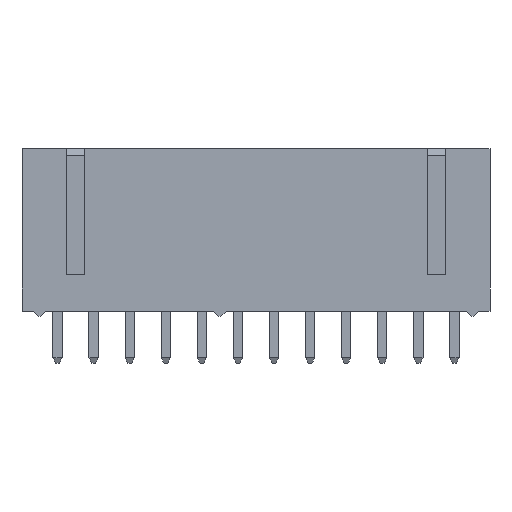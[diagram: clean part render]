
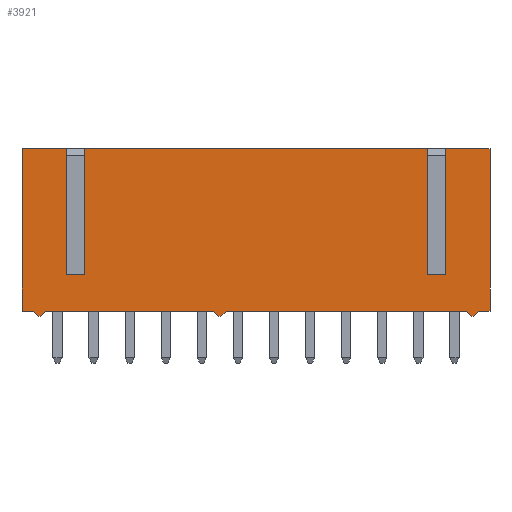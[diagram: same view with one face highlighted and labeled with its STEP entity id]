
A CAD part, front view. The second image highlights one B-rep face of the part: STEP entity #3921.
In plain terms, the highlighted planar face has unit normal (0, -1, 0).
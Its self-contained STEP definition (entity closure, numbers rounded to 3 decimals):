
#9=DIRECTION('',(1.,0.,0.));
#10=VECTOR('',#9,3.135);
#11=CARTESIAN_POINT('',(-16.47,-2.55,0.));
#12=LINE('',#11,#10);
#73=DIRECTION('',(1.,0.,0.));
#74=VECTOR('',#73,3.135);
#75=CARTESIAN_POINT('',(13.335,-2.55,0.));
#76=LINE('',#75,#74);
#121=DIRECTION('',(1.,0.,0.));
#122=VECTOR('',#121,24.13);
#123=CARTESIAN_POINT('',(-12.065,-2.55,0.));
#124=LINE('',#123,#122);
#233=DIRECTION('',(-0.707,0.,-0.707));
#234=VECTOR('',#233,0.537);
#235=CARTESIAN_POINT('',(-14.795,-2.55,-11.43));
#236=LINE('',#235,#234);
#237=DIRECTION('',(-1.,0.,0.));
#238=VECTOR('',#237,0.13);
#239=CARTESIAN_POINT('',(-15.175,-2.55,-11.81));
#240=LINE('',#239,#238);
#241=DIRECTION('',(-0.707,0.,0.707));
#242=VECTOR('',#241,0.537);
#243=CARTESIAN_POINT('',(-15.305,-2.55,-11.81));
#244=LINE('',#243,#242);
#245=DIRECTION('',(0.,0.,-1.));
#246=VECTOR('',#245,11.43);
#247=CARTESIAN_POINT('',(-16.47,-2.55,0.));
#248=LINE('',#247,#246);
#249=DIRECTION('',(0.,0.,-1.));
#250=VECTOR('',#249,8.89);
#251=CARTESIAN_POINT('',(-13.335,-2.55,0.));
#252=LINE('',#251,#250);
#253=DIRECTION('',(1.,0.,0.));
#254=VECTOR('',#253,1.27);
#255=CARTESIAN_POINT('',(-13.335,-2.55,-8.89));
#256=LINE('',#255,#254);
#257=DIRECTION('',(0.,0.,-1.));
#258=VECTOR('',#257,8.89);
#259=CARTESIAN_POINT('',(-12.065,-2.55,0.));
#260=LINE('',#259,#258);
#261=DIRECTION('',(0.,0.,-1.));
#262=VECTOR('',#261,8.89);
#263=CARTESIAN_POINT('',(12.065,-2.55,0.));
#264=LINE('',#263,#262);
#265=DIRECTION('',(1.,0.,0.));
#266=VECTOR('',#265,1.27);
#267=CARTESIAN_POINT('',(12.065,-2.55,-8.89));
#268=LINE('',#267,#266);
#269=DIRECTION('',(0.,0.,-1.));
#270=VECTOR('',#269,8.89);
#271=CARTESIAN_POINT('',(13.335,-2.55,0.));
#272=LINE('',#271,#270);
#273=DIRECTION('',(-0.707,0.,-0.707));
#274=VECTOR('',#273,0.537);
#275=CARTESIAN_POINT('',(15.685,-2.55,-11.43));
#276=LINE('',#275,#274);
#277=DIRECTION('',(-1.,0.,0.));
#278=VECTOR('',#277,0.13);
#279=CARTESIAN_POINT('',(15.305,-2.55,-11.81));
#280=LINE('',#279,#278);
#281=DIRECTION('',(-0.707,0.,0.707));
#282=VECTOR('',#281,0.537);
#283=CARTESIAN_POINT('',(15.175,-2.55,-11.81));
#284=LINE('',#283,#282);
#285=DIRECTION('',(-0.707,0.,-0.707));
#286=VECTOR('',#285,0.537);
#287=CARTESIAN_POINT('',(-2.095,-2.55,-11.43));
#288=LINE('',#287,#286);
#289=DIRECTION('',(-1.,0.,0.));
#290=VECTOR('',#289,0.13);
#291=CARTESIAN_POINT('',(-2.475,-2.55,-11.81));
#292=LINE('',#291,#290);
#293=DIRECTION('',(-0.707,0.,0.707));
#294=VECTOR('',#293,0.537);
#295=CARTESIAN_POINT('',(-2.605,-2.55,-11.81));
#296=LINE('',#295,#294);
#301=DIRECTION('',(1.,0.,0.));
#302=VECTOR('',#301,0.785);
#303=CARTESIAN_POINT('',(15.685,-2.55,-11.43));
#304=LINE('',#303,#302);
#333=DIRECTION('',(1.,0.,0.));
#334=VECTOR('',#333,16.89);
#335=CARTESIAN_POINT('',(-2.095,-2.55,-11.43));
#336=LINE('',#335,#334);
#349=DIRECTION('',(1.,0.,0.));
#350=VECTOR('',#349,11.81);
#351=CARTESIAN_POINT('',(-14.795,-2.55,-11.43));
#352=LINE('',#351,#350);
#389=DIRECTION('',(1.,0.,0.));
#390=VECTOR('',#389,0.785);
#391=CARTESIAN_POINT('',(-16.47,-2.55,-11.43));
#392=LINE('',#391,#390);
#713=DIRECTION('',(0.,0.,-1.));
#714=VECTOR('',#713,11.43);
#715=CARTESIAN_POINT('',(16.47,-2.55,0.));
#716=LINE('',#715,#714);
#2714=CARTESIAN_POINT('',(-16.47,-2.55,0.));
#2716=VERTEX_POINT('',#2714);
#2722=CARTESIAN_POINT('',(-16.47,-2.55,-11.43));
#2724=VERTEX_POINT('',#2722);
#2737=CARTESIAN_POINT('',(16.47,-2.55,0.));
#2739=VERTEX_POINT('',#2737);
#2753=CARTESIAN_POINT('',(16.47,-2.55,-11.43));
#2755=VERTEX_POINT('',#2753);
#2801=CARTESIAN_POINT('',(-13.335,-2.55,-8.89));
#2802=CARTESIAN_POINT('',(-12.065,-2.55,-8.89));
#2803=VERTEX_POINT('',#2801);
#2804=VERTEX_POINT('',#2802);
#2805=CARTESIAN_POINT('',(12.065,-2.55,-8.89));
#2806=CARTESIAN_POINT('',(13.335,-2.55,-8.89));
#2807=VERTEX_POINT('',#2805);
#2808=VERTEX_POINT('',#2806);
#2809=CARTESIAN_POINT('',(-13.335,-2.55,0.));
#2810=VERTEX_POINT('',#2809);
#2811=CARTESIAN_POINT('',(-12.065,-2.55,0.));
#2812=VERTEX_POINT('',#2811);
#2813=CARTESIAN_POINT('',(12.065,-2.55,0.));
#2814=VERTEX_POINT('',#2813);
#2815=CARTESIAN_POINT('',(13.335,-2.55,0.));
#2816=VERTEX_POINT('',#2815);
#2913=CARTESIAN_POINT('',(15.305,-2.55,-11.81));
#2914=CARTESIAN_POINT('',(15.175,-2.55,-11.81));
#2915=VERTEX_POINT('',#2913);
#2916=VERTEX_POINT('',#2914);
#2917=CARTESIAN_POINT('',(15.685,-2.55,-11.43));
#2919=VERTEX_POINT('',#2917);
#2921=CARTESIAN_POINT('',(14.795,-2.55,-11.43));
#2923=VERTEX_POINT('',#2921);
#2929=CARTESIAN_POINT('',(-2.475,-2.55,-11.81));
#2930=CARTESIAN_POINT('',(-2.605,-2.55,-11.81));
#2931=VERTEX_POINT('',#2929);
#2932=VERTEX_POINT('',#2930);
#2937=CARTESIAN_POINT('',(-2.095,-2.55,-11.43));
#2938=VERTEX_POINT('',#2937);
#2939=CARTESIAN_POINT('',(-2.985,-2.55,-11.43));
#2940=VERTEX_POINT('',#2939);
#2945=CARTESIAN_POINT('',(-15.175,-2.55,-11.81));
#2946=CARTESIAN_POINT('',(-15.305,-2.55,-11.81));
#2947=VERTEX_POINT('',#2945);
#2948=VERTEX_POINT('',#2946);
#2953=CARTESIAN_POINT('',(-14.795,-2.55,-11.43));
#2954=VERTEX_POINT('',#2953);
#2955=CARTESIAN_POINT('',(-15.685,-2.55,-11.43));
#2956=VERTEX_POINT('',#2955);
#3871=CARTESIAN_POINT('',(-16.47,-2.55,0.));
#3872=DIRECTION('',(0.,-1.,0.));
#3873=DIRECTION('',(1.,0.,0.));
#3874=AXIS2_PLACEMENT_3D('',#3871,#3872,#3873);
#3875=PLANE('',#3874);
#3877=ORIENTED_EDGE('',*,*,#3876,.F.);
#3879=ORIENTED_EDGE('',*,*,#3878,.T.);
#3881=ORIENTED_EDGE('',*,*,#3880,.T.);
#3883=ORIENTED_EDGE('',*,*,#3882,.T.);
#3885=ORIENTED_EDGE('',*,*,#3884,.F.);
#3887=ORIENTED_EDGE('',*,*,#3886,.F.);
#3888=ORIENTED_EDGE('',*,*,#3554,.T.);
#3889=ORIENTED_EDGE('',*,*,#3650,.T.);
#3891=ORIENTED_EDGE('',*,*,#3890,.T.);
#3893=ORIENTED_EDGE('',*,*,#3892,.F.);
#3894=ORIENTED_EDGE('',*,*,#3618,.T.);
#3896=ORIENTED_EDGE('',*,*,#3895,.T.);
#3898=ORIENTED_EDGE('',*,*,#3897,.T.);
#3899=ORIENTED_EDGE('',*,*,#3862,.F.);
#3900=ORIENTED_EDGE('',*,*,#3586,.T.);
#3902=ORIENTED_EDGE('',*,*,#3901,.T.);
#3904=ORIENTED_EDGE('',*,*,#3903,.F.);
#3906=ORIENTED_EDGE('',*,*,#3905,.T.);
#3908=ORIENTED_EDGE('',*,*,#3907,.T.);
#3910=ORIENTED_EDGE('',*,*,#3909,.T.);
#3912=ORIENTED_EDGE('',*,*,#3911,.F.);
#3914=ORIENTED_EDGE('',*,*,#3913,.T.);
#3916=ORIENTED_EDGE('',*,*,#3915,.T.);
#3918=ORIENTED_EDGE('',*,*,#3917,.T.);
#3919=EDGE_LOOP('',(#3877,#3879,#3881,#3883,#3885,#3887,#3888,#3889,#3891,#3893,
#3894,#3896,#3898,#3899,#3900,#3902,#3904,#3906,#3908,#3910,#3912,#3914,#3916,
#3918));
#3920=FACE_OUTER_BOUND('',#3919,.F.);
#3921=ADVANCED_FACE('',(#3920),#3875,.T.);
#3554=EDGE_CURVE('',#2716,#2810,#12,.T.);
#3586=EDGE_CURVE('',#2816,#2739,#76,.T.);
#3618=EDGE_CURVE('',#2812,#2814,#124,.T.);
#3650=EDGE_CURVE('',#2810,#2803,#252,.T.);
#3862=EDGE_CURVE('',#2816,#2808,#272,.T.);
#3876=EDGE_CURVE('',#2954,#2940,#352,.T.);
#3878=EDGE_CURVE('',#2954,#2947,#236,.T.);
#3880=EDGE_CURVE('',#2947,#2948,#240,.T.);
#3882=EDGE_CURVE('',#2948,#2956,#244,.T.);
#3884=EDGE_CURVE('',#2724,#2956,#392,.T.);
#3886=EDGE_CURVE('',#2716,#2724,#248,.T.);
#3890=EDGE_CURVE('',#2803,#2804,#256,.T.);
#3892=EDGE_CURVE('',#2812,#2804,#260,.T.);
#3895=EDGE_CURVE('',#2814,#2807,#264,.T.);
#3897=EDGE_CURVE('',#2807,#2808,#268,.T.);
#3901=EDGE_CURVE('',#2739,#2755,#716,.T.);
#3903=EDGE_CURVE('',#2919,#2755,#304,.T.);
#3905=EDGE_CURVE('',#2919,#2915,#276,.T.);
#3907=EDGE_CURVE('',#2915,#2916,#280,.T.);
#3909=EDGE_CURVE('',#2916,#2923,#284,.T.);
#3911=EDGE_CURVE('',#2938,#2923,#336,.T.);
#3913=EDGE_CURVE('',#2938,#2931,#288,.T.);
#3915=EDGE_CURVE('',#2931,#2932,#292,.T.);
#3917=EDGE_CURVE('',#2932,#2940,#296,.T.);
